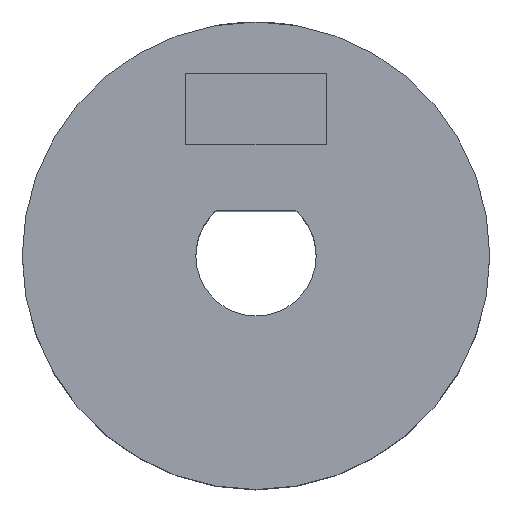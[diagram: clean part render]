
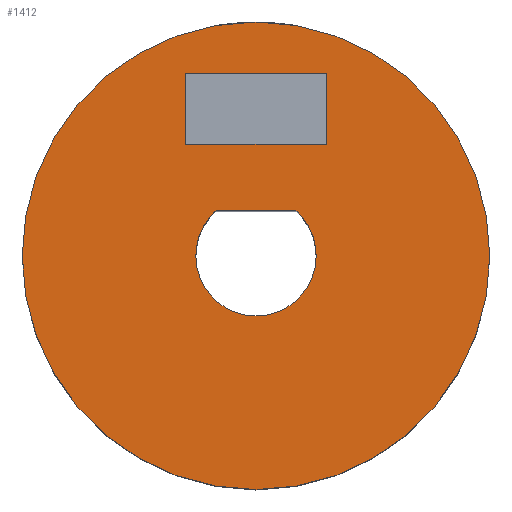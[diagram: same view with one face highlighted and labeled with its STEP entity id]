
A CAD part, top view. The second image highlights one B-rep face of the part: STEP entity #1412.
In plain terms, the highlighted planar face has unit normal (0, 0, 1).
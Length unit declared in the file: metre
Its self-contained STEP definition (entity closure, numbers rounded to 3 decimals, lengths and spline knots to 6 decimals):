
#68=PLANE('',#1505);
#114=CIRCLE('',#1433,0.002575);
#115=CIRCLE('',#1435,0.01);
#527=ORIENTED_EDGE('',*,*,#737,.F.);
#528=ORIENTED_EDGE('',*,*,#742,.F.);
#529=ORIENTED_EDGE('',*,*,#745,.T.);
#530=ORIENTED_EDGE('',*,*,#748,.T.);
#531=ORIENTED_EDGE('',*,*,#551,.T.);
#532=ORIENTED_EDGE('',*,*,#550,.F.);
#533=ORIENTED_EDGE('',*,*,#749,.F.);
#550=EDGE_CURVE('',#754,#752,#114,.T.);
#551=EDGE_CURVE('',#755,#755,#115,.T.);
#737=EDGE_CURVE('',#880,#881,#1014,.T.);
#742=EDGE_CURVE('',#884,#880,#1018,.T.);
#745=EDGE_CURVE('',#884,#886,#1021,.T.);
#748=EDGE_CURVE('',#886,#881,#1023,.T.);
#749=EDGE_CURVE('',#752,#754,#1024,.T.);
#752=VERTEX_POINT('',#1813);
#754=VERTEX_POINT('',#1817);
#755=VERTEX_POINT('',#1821);
#880=VERTEX_POINT('',#3584);
#881=VERTEX_POINT('',#3586);
#884=VERTEX_POINT('',#3594);
#886=VERTEX_POINT('',#3600);
#1014=LINE('',#3585,#1150);
#1018=LINE('',#3595,#1154);
#1021=LINE('',#3601,#1157);
#1023=LINE('',#3606,#1159);
#1024=LINE('',#3608,#1160);
#1150=VECTOR('',#1776,1.);
#1154=VECTOR('',#1784,1.);
#1157=VECTOR('',#1789,1.);
#1159=VECTOR('',#1795,1.);
#1160=VECTOR('',#1798,1.);
#1235=EDGE_LOOP('',(#527,#528,#529,#530));
#1236=EDGE_LOOP('',(#531));
#1237=EDGE_LOOP('',(#532,#533));
#1319=FACE_BOUND('',#1235,.T.);
#1320=FACE_BOUND('',#1236,.T.);
#1321=FACE_BOUND('',#1237,.T.);
#1412=ADVANCED_FACE('',(#1319,#1320,#1321),#68,.T.);
#1433=AXIS2_PLACEMENT_3D('',#1818,#1519,#1520);
#1435=AXIS2_PLACEMENT_3D('',#1820,#1523,#1524);
#1505=AXIS2_PLACEMENT_3D('',#3607,#1796,#1797);
#1519=DIRECTION('',(0.,0.,1.));
#1520=DIRECTION('',(1.,0.,0.));
#1523=DIRECTION('',(0.,0.,1.));
#1524=DIRECTION('',(1.,0.,0.));
#1776=DIRECTION('',(0.,1.,0.));
#1784=DIRECTION('',(1.,0.,0.));
#1789=DIRECTION('',(0.,1.,0.));
#1795=DIRECTION('',(1.,0.,0.));
#1796=DIRECTION('',(0.,0.,1.));
#1797=DIRECTION('',(1.,0.,0.));
#1798=DIRECTION('',(-1.,0.,0.));
#1813=CARTESIAN_POINT('',(0.00171,0.020675,0.0195));
#1817=CARTESIAN_POINT('',(-0.00171,0.020675,0.0195));
#1818=CARTESIAN_POINT('',(0.,0.01875,0.0195));
#1820=CARTESIAN_POINT('',(0.,0.01875,0.0195));
#1821=CARTESIAN_POINT('',(0.01,0.01875,0.0195));
#3584=CARTESIAN_POINT('',(0.003,0.023513,0.0195));
#3585=CARTESIAN_POINT('',(0.003,0.025038,0.0195));
#3586=CARTESIAN_POINT('',(0.003,0.026563,0.0195));
#3594=CARTESIAN_POINT('',(-0.003,0.023513,0.0195));
#3595=CARTESIAN_POINT('',(0.,0.023513,0.0195));
#3600=CARTESIAN_POINT('',(-0.003,0.026563,0.0195));
#3601=CARTESIAN_POINT('',(-0.003,0.025038,0.0195));
#3606=CARTESIAN_POINT('',(0.,0.026563,0.0195));
#3607=CARTESIAN_POINT('',(0.,0.01875,0.0195));
#3608=CARTESIAN_POINT('',(0.,0.020675,0.0195));
